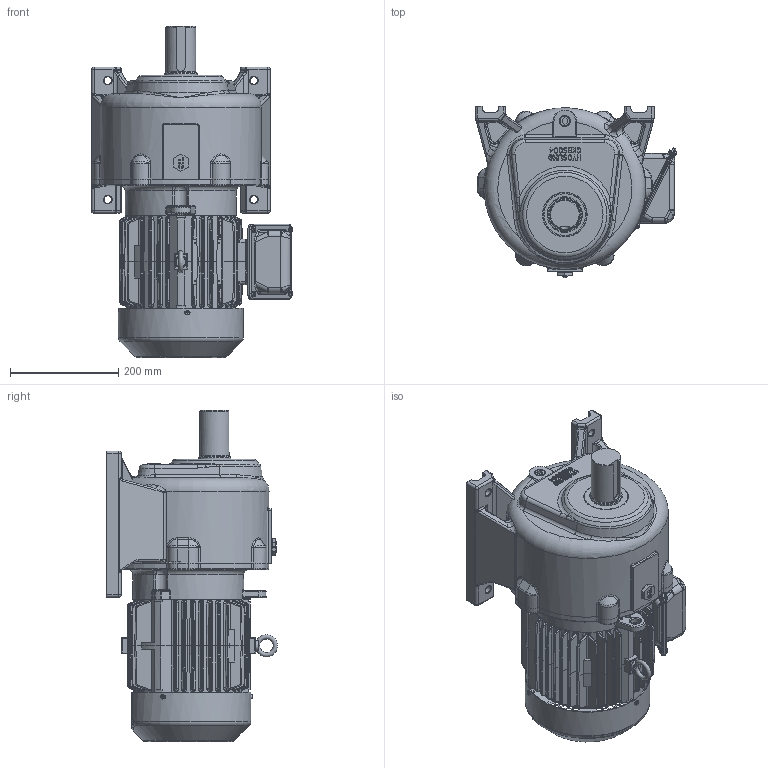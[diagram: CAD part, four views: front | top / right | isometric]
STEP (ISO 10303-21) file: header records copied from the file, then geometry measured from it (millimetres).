
FILE_DESCRIPTION(/* description */ ('Unknown'),/* implementation_level */ '2;1');
FILE_NAME(/* name */ 'EK2DO07149_FHB_3.7kW_R40_CUSTOMER',/* time_stamp */ '2019-06-24T10:42:02+09:00',/* author */ ('Unknown'),/* organization */ ('Unknown'),/* preprocessor_version */ 'ST-DEVELOPER v16.7',/* originating_system */ 'DEX',/* authorisation */ $);
FILE_SCHEMA (('AUTOMOTIVE_DESIGN {1 0 10303 214 3 1 1}'));
Products named in the file (27): EK2DO07149_FHB_3.7kW_R40_CUSTOMER; DKA0101504_DGKBS004_Casing_mbs_CUSTOMER; DKA0700402_DGKDS008; DKA0500796_DGKDS607; roulement_6306_2; roulement_6306_2_01; roulement_6306_2_02; roulement_6306_2_03; DKA0800195_DGKBS560_CUSTOMER; Oil Seal(60x82x12); Oil Seal(60x82x12) 胶橇; Socket Plug Conical Hole Thread R 1-2 DIN 906(Screw Plug Conical Hole
 Thread R 1-2 DIN 906); 1in BSP Tank Plug_5530; 4-2 FR.112M_Round Frame_CUSTOMER; 1-2 Round Frame+嬴檜; FR.112M_ROUND_DMA0300847; M10_嬴檜; 2-1 �ݺ��� �����+��켓+후드+볼트; DSMW10385_饶3; M5x8_饶靛; 3-1 FR.100~132 繹っ 欽; DSMW10140_欽濠4; DSMW10141_ī1; 陛蝶鰍_; ~FR.132 炼赋杭飘柬姼_旎る矂
Assembly tree (31 placements, depth 4):
  EK2DO07149_FHB_3.7kW_R40_CUSTOMER
    DKA0101504_DGKBS004_Casing_mbs_CUSTOMER
    DKA0700402_DGKDS008
    DKA0500796_DGKDS607
    roulement_6306_2
      roulement_6306_2_01
      roulement_6306_2_02
      roulement_6306_2_03
    DKA0800195_DGKBS560_CUSTOMER
    Oil Seal(60x82x12)
      Oil Seal(60x82x12)
      Oil Seal(60x82x12) 胶橇
    Socket Plug Conical Hole Thread R 1-2 DIN 906(Screw Plug Conical Hole
 Thread R 1-2 DIN 906)
    1in BSP Tank Plug_5530
    4-2 FR.112M_Round Frame_CUSTOMER
      1-2 Round Frame+嬴檜
        FR.112M_ROUND_DMA0300847
        M10_嬴檜
      2-1 �ݺ��� �����+��켓+후드+볼트
        DSMW10385_饶3
        M5x8_饶靛  x3
      3-1 FR.100~132 繹っ 欽
        DSMW10140_欽濠4
        DSMW10141_ī1
        陛蝶鰍_
        ~FR.132 炼赋杭飘柬姼_旎る矂  x4
        陛蝶鰍_
Bounding box: 371.42 x 316.04 x 612 mm (x, y, z)
Volume: 24906850.1 mm3; surface area: 1458302 mm2
Topology: 25 solids, 25 shells, 4139 faces, 10889 edges, 6812 vertices
Faces by surface type: plane 1492, cylinder 1478, bspline 843, torus 190, cone 104, sphere 32
Full cylindrical faces by diameter (mm): 1.5 x1, 2.6 x4, 4.917 x8, 5 x7, 6 x4, 6.647 x12, 7 x12, 7.7 x1, 8 x8, 8.376 x14, 9 x4, 10 x2, 10.5 x4, 12 x6, 14 x4, 18 x2, 20 x1, 22 x1, 25 x1, 26 x1, 30 x2, 35 x1, 39 x1, 40 x2, 42 x1, 44.6 x2, 55 x1, 59.05 x2, 60 x2, 61.88 x2
Entity records: 138598 total; most frequent: CARTESIAN_POINT 43480, ORIENTED_EDGE 20300, DIRECTION 18574, EDGE_CURVE 10150, AXIS2_PLACEMENT_3D 6901, VERTEX_POINT 6498, LINE 4772, VECTOR 4772
